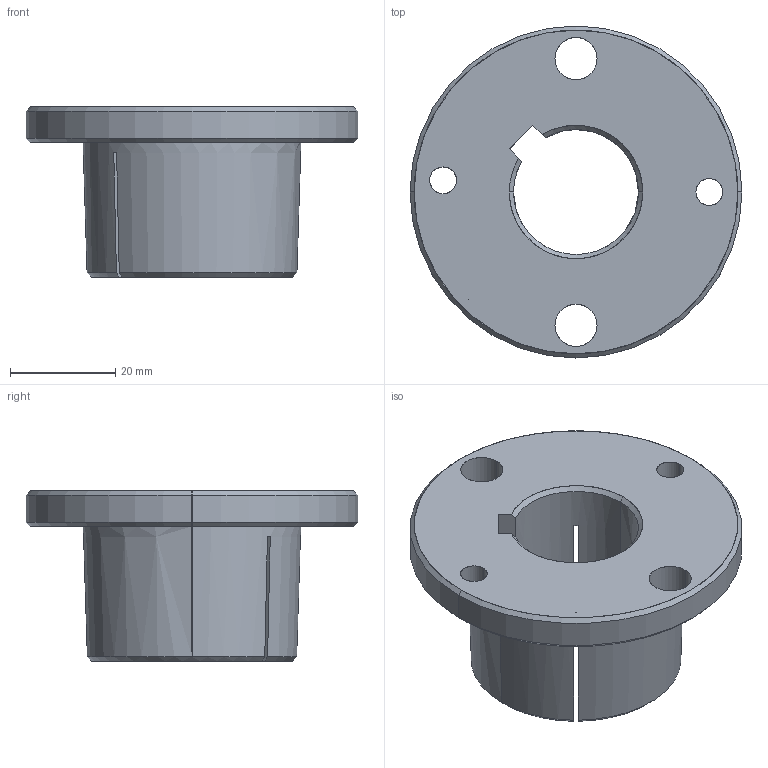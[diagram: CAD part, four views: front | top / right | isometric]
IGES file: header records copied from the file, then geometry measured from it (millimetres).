
Start section: SolidWorks IGES file using analytic representation for surfaces
Global section: file name: H-H_15-04151515317988.igs; native system: SolidWorks 2014; preprocessor: SolidWorks 2014; author: partstream; date: 140415.151520; units: inch
Bounding box: 63.22 x 63.22 x 32.41 mm (x, y, z)
Surface area: 13200.4 mm2 (no closed solid volume)
Topology: 0 solids, 0 shells, 80 faces, 968 edges, 968 vertices
Faces by surface type: bspline 51, revolution 29
